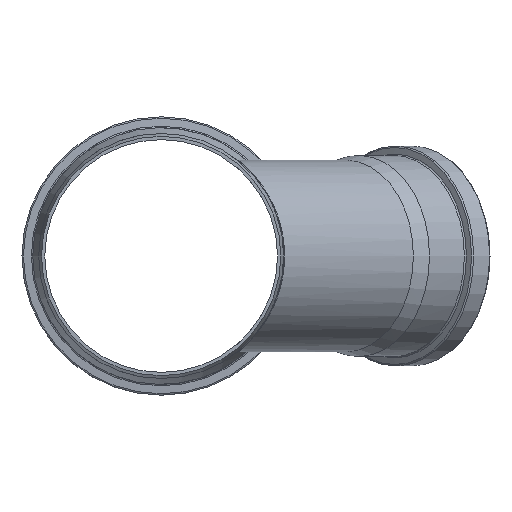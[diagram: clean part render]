
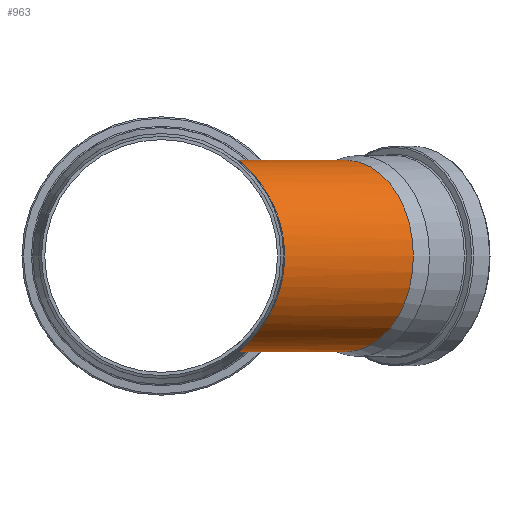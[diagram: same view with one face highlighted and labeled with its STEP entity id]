
A CAD part, front view. The second image highlights one B-rep face of the part: STEP entity #963.
In plain terms, the highlighted cylindrical face has radius 62.6 mm (diameter 125.2 mm), a partial arc.
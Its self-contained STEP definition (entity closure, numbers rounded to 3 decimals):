
#155=CYLINDRICAL_SURFACE('',#1056,62.6);
#184=CIRCLE('',#1057,62.6);
#260=FACE_OUTER_BOUND('',#340,.T.);
#340=EDGE_LOOP('',(#805,#806,#807,#808));
#463=B_SPLINE_CURVE_WITH_KNOTS('',3,(#71990,#71991,#71992,#71993),
 .UNSPECIFIED.,.F.,.F.,(4,4),(53.462,53.815),
 .UNSPECIFIED.);
#466=B_SPLINE_CURVE_WITH_KNOTS('',3,(#72210,#72211,#72212,#72213,#72214,
#72215,#72216,#72217,#72218,#72219,#72220,#72221,#72222,#72223,#72224,#72225,
#72226,#72227,#72228,#72229,#72230,#72231,#72232,#72233,#72234,#72235,#72236,
#72237,#72238,#72239),.UNSPECIFIED.,.F.,.F.,(4,1,1,1,1,1,1,1,1,1,1,1,1,
1,1,1,1,1,1,1,1,1,1,1,1,1,1,4),(0.733,2.34,3.971,
7.233,9.407,11.582,12.669,13.756,
14.844,15.931,17.018,18.105,20.28,
22.454,24.629,26.803,28.978,30.065,
31.152,31.877,33.327,34.414,35.501,
37.676,39.85,43.112,44.743,46.35),
 .UNSPECIFIED.);
#469=B_SPLINE_CURVE_WITH_KNOTS('',3,(#72398,#72399,#72400,#72401),
 .UNSPECIFIED.,.F.,.F.,(4,4),(46.573,46.926),
 .UNSPECIFIED.);
#507=VERTEX_POINT('',#71978);
#508=VERTEX_POINT('',#71989);
#510=VERTEX_POINT('',#72209);
#512=VERTEX_POINT('',#72397);
#619=EDGE_CURVE('',#507,#508,#463,.T.);
#622=EDGE_CURVE('',#508,#510,#466,.T.);
#625=EDGE_CURVE('',#510,#512,#469,.T.);
#635=EDGE_CURVE('',#507,#512,#184,.T.);
#805=ORIENTED_EDGE('',*,*,#619,.F.);
#806=ORIENTED_EDGE('',*,*,#635,.T.);
#807=ORIENTED_EDGE('',*,*,#625,.F.);
#808=ORIENTED_EDGE('',*,*,#622,.F.);
#963=ADVANCED_FACE('',(#260),#155,.T.);
#1056=AXIS2_PLACEMENT_3D('',#140864,#1250,#1251);
#1057=AXIS2_PLACEMENT_3D('',#140865,#1252,#1253);
#1250=DIRECTION('center_axis',(-0.707,-0.707,0.));
#1251=DIRECTION('ref_axis',(0.707,-0.707,0.));
#1252=DIRECTION('center_axis',(-0.707,-0.707,0.));
#1253=DIRECTION('ref_axis',(0.707,-0.707,0.));
#71978=CARTESIAN_POINT('',(79.999,1.061,-24.938));
#71989=CARTESIAN_POINT('',(78.584,-1.541,-26.789));
#71990=CARTESIAN_POINT('Ctrl Pts',(79.999,1.063,-24.941));
#71991=CARTESIAN_POINT('Ctrl Pts',(79.535,0.206,-25.577));
#71992=CARTESIAN_POINT('Ctrl Pts',(79.062,-0.663,
-26.192));
#71993=CARTESIAN_POINT('Ctrl Pts',(78.584,-1.541,-26.789));
#72209=CARTESIAN_POINT('',(78.584,-1.541,26.789));
#72210=CARTESIAN_POINT('Ctrl Pts',(78.584,-1.541,-26.789));
#72211=CARTESIAN_POINT('Ctrl Pts',(77.249,-5.229,-30.304));
#72212=CARTESIAN_POINT('Ctrl Pts',(74.32,-13.405,-36.493));
#72213=CARTESIAN_POINT('Ctrl Pts',(68.094,-31.437,-46.357));
#72214=CARTESIAN_POINT('Ctrl Pts',(61.32,-52.486,-53.976));
#72215=CARTESIAN_POINT('Ctrl Pts',(55.018,-76.176,-59.552));
#72216=CARTESIAN_POINT('Ctrl Pts',(51.694,-93.678,-62.));
#72217=CARTESIAN_POINT('Ctrl Pts',(50.519,-107.934,-62.733));
#72218=CARTESIAN_POINT('Ctrl Pts',(50.741,-118.652,-62.435));
#72219=CARTESIAN_POINT('Ctrl Pts',(52.428,-129.115,-60.976));
#72220=CARTESIAN_POINT('Ctrl Pts',(55.79,-138.787,-57.962));
#72221=CARTESIAN_POINT('Ctrl Pts',(60.423,-147.087,-53.227));
#72222=CARTESIAN_POINT('Ctrl Pts',(67.309,-156.084,-44.783));
#72223=CARTESIAN_POINT('Ctrl Pts',(75.382,-163.729,-30.849));
#72224=CARTESIAN_POINT('Ctrl Pts',(80.912,-168.168,-10.69));
#72225=CARTESIAN_POINT('Ctrl Pts',(80.915,-168.168,10.69));
#72226=CARTESIAN_POINT('Ctrl Pts',(75.379,-163.729,30.849));
#72227=CARTESIAN_POINT('Ctrl Pts',(67.31,-156.084,44.782));
#72228=CARTESIAN_POINT('Ctrl Pts',(60.421,-147.087,53.227));
#72229=CARTESIAN_POINT('Ctrl Pts',(56.31,-139.709,57.434));
#72230=CARTESIAN_POINT('Ctrl Pts',(52.718,-130.266,60.742));
#72231=CARTESIAN_POINT('Ctrl Pts',(50.755,-119.842,62.405));
#72232=CARTESIAN_POINT('Ctrl Pts',(50.523,-107.934,62.732));
#72233=CARTESIAN_POINT('Ctrl Pts',(51.692,-93.678,62.));
#72234=CARTESIAN_POINT('Ctrl Pts',(55.019,-76.177,59.552));
#72235=CARTESIAN_POINT('Ctrl Pts',(61.319,-52.485,53.976));
#72236=CARTESIAN_POINT('Ctrl Pts',(68.095,-31.438,46.357));
#72237=CARTESIAN_POINT('Ctrl Pts',(74.32,-13.405,36.493));
#72238=CARTESIAN_POINT('Ctrl Pts',(77.249,-5.229,30.304));
#72239=CARTESIAN_POINT('Ctrl Pts',(78.584,-1.541,26.789));
#72397=CARTESIAN_POINT('',(79.999,1.061,24.938));
#72398=CARTESIAN_POINT('Ctrl Pts',(78.584,-1.541,26.789));
#72399=CARTESIAN_POINT('Ctrl Pts',(79.062,-0.663,
26.192));
#72400=CARTESIAN_POINT('Ctrl Pts',(79.535,0.206,25.577));
#72401=CARTESIAN_POINT('Ctrl Pts',(79.999,1.063,24.941));
#140864=CARTESIAN_POINT('Origin',(60.3,-99.839,0.));
#140865=CARTESIAN_POINT('Origin',(120.6,-39.539,0.));
